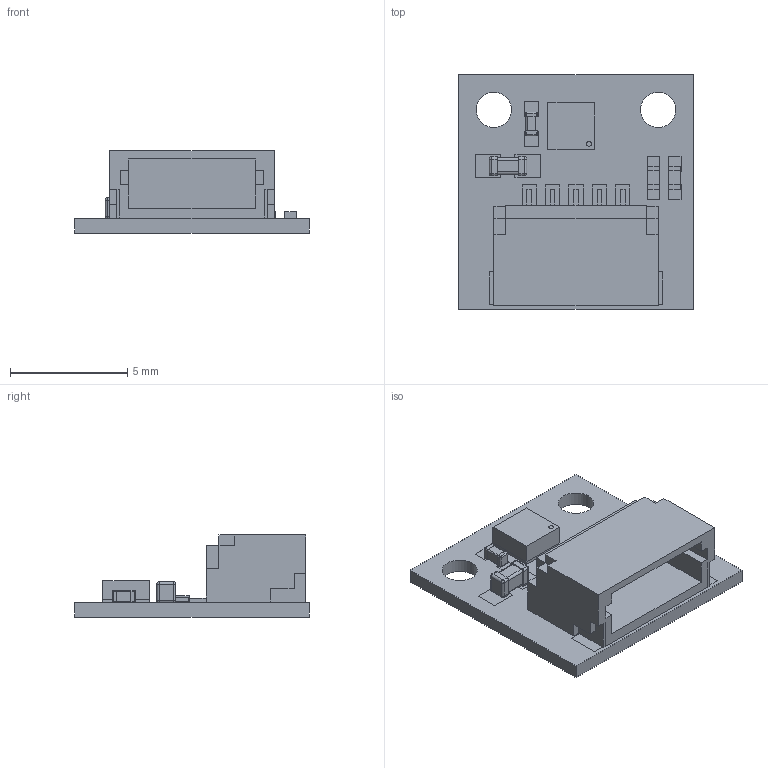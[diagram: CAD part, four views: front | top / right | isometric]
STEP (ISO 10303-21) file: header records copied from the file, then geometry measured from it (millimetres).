
FILE_DESCRIPTION(('FreeCAD Model'),'2;1');
FILE_NAME('Wireling_Accelerometer_AST1001_REV1-STEP.step','2020-07-23T11:03:39',('Author'),( ''),'Open CASCADE STEP processor 7.4','FreeCAD','Unknown');
FILE_SCHEMA(('AUTOMOTIVE_DESIGN { 1 0 10303 214 1 1 1 1 }'));
Length unit declared in the file: millimetre
Products named in the file (1): Wireling_Accelerometer_AST1001_REV1-STEP
Bounding box: 10 x 10 x 3.5 mm (x, y, z)
Volume: 169.2 mm3; surface area: 679.7 mm2
Topology: 45 solids, 45 shells, 431 faces, 1284 edges, 1229 vertices
Faces by surface type: plane 367, cylinder 48, sphere 16
Full cylindrical faces by diameter (mm): 1.502 x4
Entity records: 32505 total; most frequent: CARTESIAN_POINT 5477, DIRECTION 4127, LINE 2785, VECTOR 2785, ORIENTED_EDGE 1928, PCURVE 1928, DEFINITIONAL_REPRESENTATION 1928, EDGE_CURVE 964
